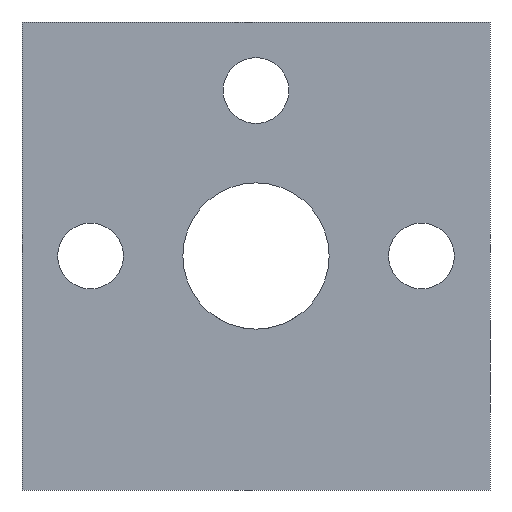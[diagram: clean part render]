
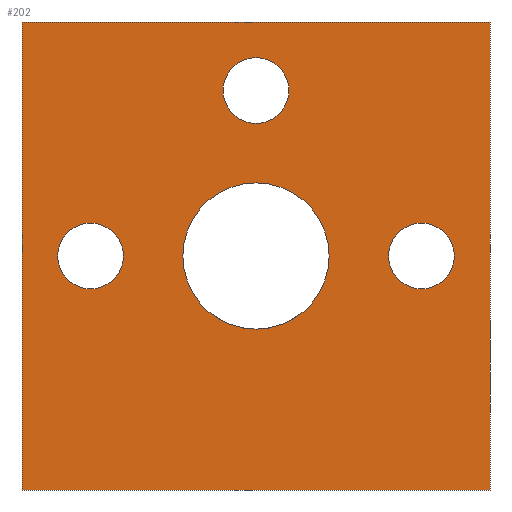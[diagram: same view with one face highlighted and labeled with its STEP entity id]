
A CAD part, front view. The second image highlights one B-rep face of the part: STEP entity #202.
In plain terms, the highlighted planar face has unit normal (0, -1, 0).
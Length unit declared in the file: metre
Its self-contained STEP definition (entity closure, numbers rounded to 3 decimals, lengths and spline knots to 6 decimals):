
#18=CIRCLE('',#227,0.005);
#19=CIRCLE('',#228,0.00225);
#20=CIRCLE('',#229,0.00225);
#21=CIRCLE('',#230,0.00225);
#28=ORIENTED_EDGE('',*,*,#74,.F.);
#29=ORIENTED_EDGE('',*,*,#75,.F.);
#30=ORIENTED_EDGE('',*,*,#76,.T.);
#31=ORIENTED_EDGE('',*,*,#77,.T.);
#32=ORIENTED_EDGE('',*,*,#78,.F.);
#33=ORIENTED_EDGE('',*,*,#79,.F.);
#34=ORIENTED_EDGE('',*,*,#80,.F.);
#35=ORIENTED_EDGE('',*,*,#81,.T.);
#74=EDGE_CURVE('',#97,#98,#116,.T.);
#75=EDGE_CURVE('',#99,#97,#117,.T.);
#76=EDGE_CURVE('',#99,#100,#118,.T.);
#77=EDGE_CURVE('',#100,#98,#119,.T.);
#78=EDGE_CURVE('',#101,#101,#18,.T.);
#79=EDGE_CURVE('',#102,#102,#19,.T.);
#80=EDGE_CURVE('',#103,#103,#20,.T.);
#81=EDGE_CURVE('',#104,#104,#21,.T.);
#97=VERTEX_POINT('',#306);
#98=VERTEX_POINT('',#307);
#99=VERTEX_POINT('',#309);
#100=VERTEX_POINT('',#311);
#101=VERTEX_POINT('',#314);
#102=VERTEX_POINT('',#316);
#103=VERTEX_POINT('',#318);
#104=VERTEX_POINT('',#320);
#116=LINE('',#305,#128);
#117=LINE('',#308,#129);
#118=LINE('',#310,#130);
#119=LINE('',#312,#131);
#128=VECTOR('',#251,1.);
#129=VECTOR('',#252,1.);
#130=VECTOR('',#253,1.);
#131=VECTOR('',#254,1.);
#140=EDGE_LOOP('',(#28,#29,#30,#31));
#141=EDGE_LOOP('',(#32));
#142=EDGE_LOOP('',(#33));
#143=EDGE_LOOP('',(#34));
#144=EDGE_LOOP('',(#35));
#168=FACE_BOUND('',#140,.T.);
#169=FACE_BOUND('',#141,.T.);
#170=FACE_BOUND('',#142,.T.);
#171=FACE_BOUND('',#143,.T.);
#172=FACE_BOUND('',#144,.T.);
#196=PLANE('',#226);
#202=ADVANCED_FACE('',(#168,#169,#170,#171,#172),#196,.T.);
#226=AXIS2_PLACEMENT_3D('',#304,#249,#250);
#227=AXIS2_PLACEMENT_3D('',#313,#255,#256);
#228=AXIS2_PLACEMENT_3D('',#315,#257,#258);
#229=AXIS2_PLACEMENT_3D('',#317,#259,#260);
#230=AXIS2_PLACEMENT_3D('',#319,#261,#262);
#249=DIRECTION('',(0.,-1.,0.));
#250=DIRECTION('',(0.,0.,-1.));
#251=DIRECTION('',(-1.,0.,0.));
#252=DIRECTION('',(0.,0.,-1.));
#253=DIRECTION('',(-1.,0.,0.));
#254=DIRECTION('',(0.,0.,-1.));
#255=DIRECTION('',(0.,-1.,0.));
#256=DIRECTION('',(0.,0.,-1.));
#257=DIRECTION('',(0.,-1.,0.));
#258=DIRECTION('',(0.,0.,-1.));
#259=DIRECTION('',(0.,-1.,0.));
#260=DIRECTION('',(0.,0.,-1.));
#261=DIRECTION('',(0.,1.,0.));
#262=DIRECTION('',(0.,0.,-1.));
#304=CARTESIAN_POINT('',(0.,-0.013576,0.032));
#305=CARTESIAN_POINT('',(0.,-0.013576,0.));
#306=CARTESIAN_POINT('',(0.016,-0.013576,0.));
#307=CARTESIAN_POINT('',(-0.016,-0.013576,0.));
#308=CARTESIAN_POINT('',(0.016,-0.013576,0.032));
#309=CARTESIAN_POINT('',(0.016,-0.013576,0.032));
#310=CARTESIAN_POINT('',(0.,-0.013576,0.032));
#311=CARTESIAN_POINT('',(-0.016,-0.013576,0.032));
#312=CARTESIAN_POINT('',(-0.016,-0.013576,0.032));
#313=CARTESIAN_POINT('',(0.,-0.013576,0.016));
#314=CARTESIAN_POINT('',(0.,-0.013576,0.011));
#315=CARTESIAN_POINT('',(0.,-0.013576,0.027315));
#316=CARTESIAN_POINT('',(0.,-0.013576,0.025065));
#317=CARTESIAN_POINT('',(0.011315,-0.013576,0.016));
#318=CARTESIAN_POINT('',(0.011315,-0.013576,0.01375));
#319=CARTESIAN_POINT('',(-0.011315,-0.013576,0.016));
#320=CARTESIAN_POINT('',(-0.011315,-0.013576,0.01375));
